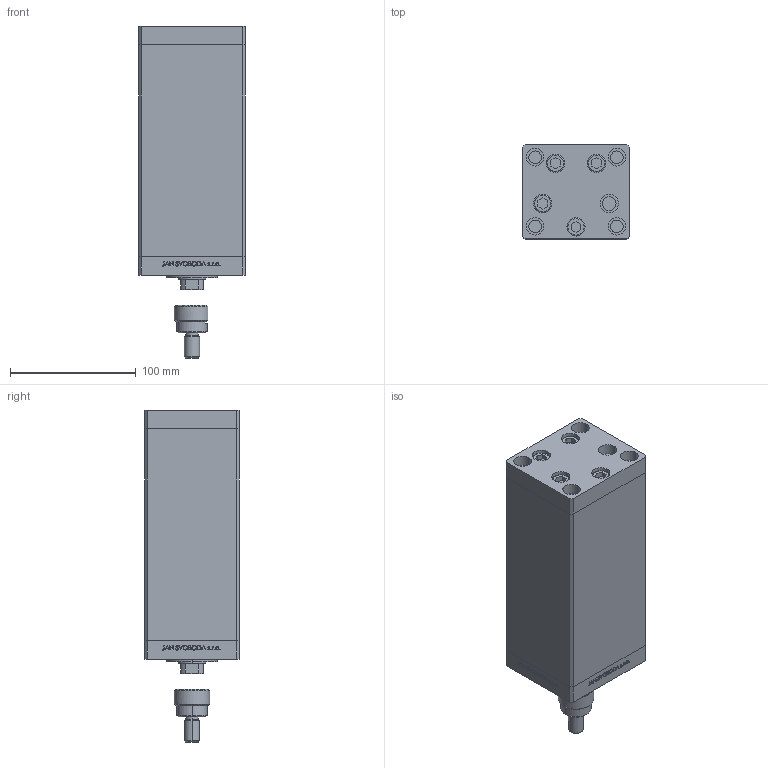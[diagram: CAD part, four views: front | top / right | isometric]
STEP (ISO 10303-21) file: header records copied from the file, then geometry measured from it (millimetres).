
FILE_DESCRIPTION (( 'STEP AP203' ), '1' );
FILE_NAME ('c9bd.STEP', '2024-01-09T01:37:37', ( '' ), ( '' ), 'SwSTEP 2.0', 'SolidWorks 2019', '' );
FILE_SCHEMA (( 'CONFIG_CONTROL_DESIGN' ));
Length unit declared in the file: millimetre
Products named in the file (8): DFA b45e2084a77ef1f9fa6b44b4aaf63fa6; ALLEN BOLT b45e2084a77ef1f9fa6b44b4aaf63fa6; V220C BACK_C b45e2084a77ef1f9fa6b44b4aaf63fa6; V220C_C MIDDLE b45e2084a77ef1f9fa6b44b4aaf63fa6; V220C_VC_C b45e2084a77ef1f9fa6b44b4aaf63fa6; V220C FRONT b45e2084a77ef1f9fa6b44b4aaf63fa6; c9bd; FEMALE_PART_FOR_DFA b45e2084a77ef1f9fa6b44b4aaf63fa6
Assembly tree (15 placements, depth 3):
  c9bd
    ALLEN BOLT b45e2084a77ef1f9fa6b44b4aaf63fa6  x9
    V220C_C MIDDLE b45e2084a77ef1f9fa6b44b4aaf63fa6
    V220C FRONT b45e2084a77ef1f9fa6b44b4aaf63fa6
    V220C_VC_C b45e2084a77ef1f9fa6b44b4aaf63fa6
    V220C BACK_C b45e2084a77ef1f9fa6b44b4aaf63fa6
    DFA b45e2084a77ef1f9fa6b44b4aaf63fa6
      FEMALE_PART_FOR_DFA b45e2084a77ef1f9fa6b44b4aaf63fa6
Bounding box: 85 x 75 x 264.3 mm (x, y, z)
Volume: 1055248.3 mm3; surface area: 198506.6 mm2
Topology: 14 solids, 14 shells, 1208 faces, 2975 edges, 1949 vertices
Faces by surface type: plane 558, bspline 380, cylinder 176, cone 54, torus 40
Entity records: 50441 total; most frequent: CARTESIAN_POINT 26747, ORIENTED_EDGE 5210, DIRECTION 3499, EDGE_CURVE 2605, VERTEX_POINT 1725, LINE 1505, VECTOR 1505, EDGE_LOOP 1212
